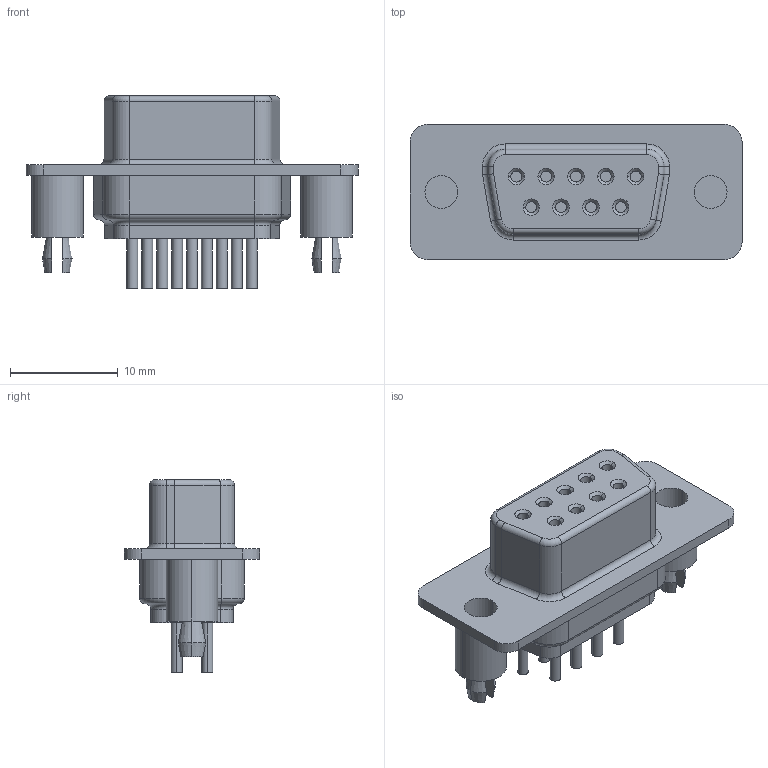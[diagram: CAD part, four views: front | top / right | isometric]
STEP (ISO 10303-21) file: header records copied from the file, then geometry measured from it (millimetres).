
FILE_DESCRIPTION (( 'STEP AP214' ), '1' );
FILE_NAME ('SW3dPS-Norcomp_171-009-213R911_DB9Recept_VerticalMount.STEP', '2009-07-18T21:52:24', ( 'sysAdmin' ), ( 'SolidWorks' ), 'SwSTEP 2.0', 'SolidWorks 2009', '' );
FILE_SCHEMA (( 'AUTOMOTIVE_DESIGN' ));
Length unit declared in the file: inch
Products named in the file (1): SW3dPS-Norcomp_171-009-213R911_DB9Recept_VerticalMount
Bounding box: 30.81 x 12.55 x 17.86 mm (x, y, z)
Volume: 2187.5 mm3; surface area: 2011.7 mm2
Topology: 1 solids, 1 shells, 182 faces, 389 edges, 237 vertices
Faces by surface type: cylinder 82, plane 52, cone 30, torus 18
Entity records: 7090 total; most frequent: DIRECTION 938, CARTESIAN_POINT 879, ORIENTED_EDGE 778, EDGE_CURVE 389, AXIS2_PLACEMENT_3D 388, VERTEX_POINT 237, EDGE_LOOP 210, CIRCLE 205
